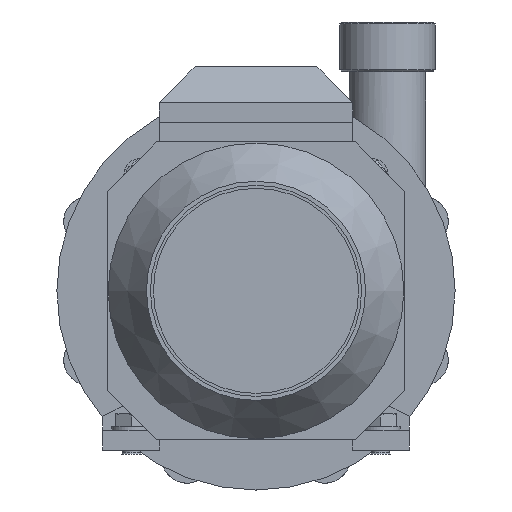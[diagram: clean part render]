
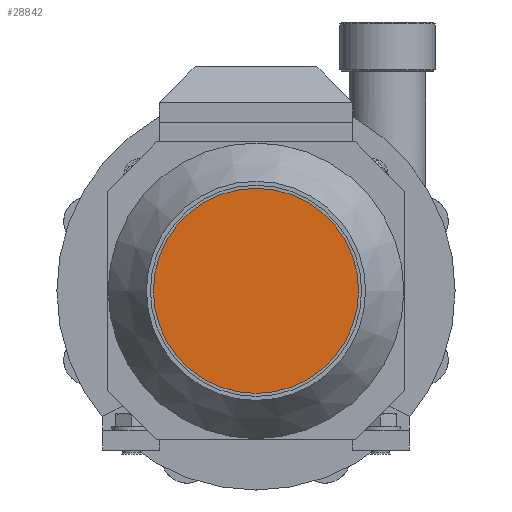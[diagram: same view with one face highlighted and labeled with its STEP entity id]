
A CAD part, left-side view. The second image highlights one B-rep face of the part: STEP entity #28842.
In plain terms, the highlighted planar face has unit normal (-1, 0, 0).
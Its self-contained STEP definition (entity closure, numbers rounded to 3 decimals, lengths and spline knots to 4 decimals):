
#8649=PLANE('',#30245);
#9722=FACE_OUTER_BOUND('',#10993,.T.);
#10993=EDGE_LOOP('',(#24176));
#12521=CIRCLE('',#30246,5.15);
#14674=VERTEX_POINT('',#42306);
#19424=EDGE_CURVE('',#14674,#14674,#12521,.T.);
#24176=ORIENTED_EDGE('',*,*,#19424,.T.);
#28842=ADVANCED_FACE('',(#9722),#8649,.T.);
#30245=AXIS2_PLACEMENT_3D('',#42305,#34078,#34079);
#30246=AXIS2_PLACEMENT_3D('',#42307,#34080,#34081);
#34078=DIRECTION('center_axis',(-1.,0.,0.));
#34079=DIRECTION('ref_axis',(0.,0.,
1.));
#34080=DIRECTION('center_axis',(-1.,0.,0.));
#34081=DIRECTION('ref_axis',(0.,-1.,0.));
#42305=CARTESIAN_POINT('Origin',(-31.45,0.,0.));
#42306=CARTESIAN_POINT('',(-31.45,5.15,0.));
#42307=CARTESIAN_POINT('Origin',(-31.45,0.,0.));
